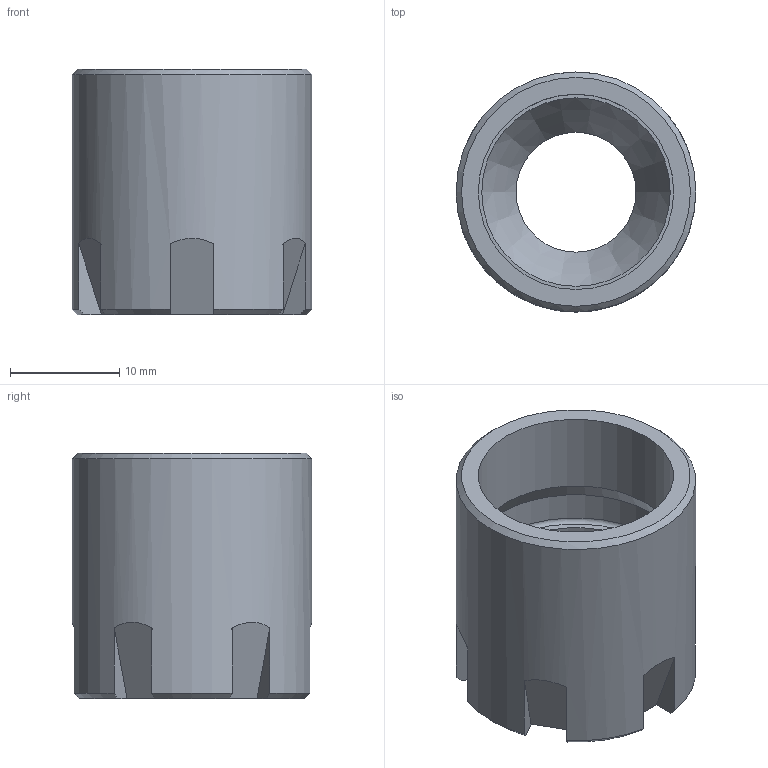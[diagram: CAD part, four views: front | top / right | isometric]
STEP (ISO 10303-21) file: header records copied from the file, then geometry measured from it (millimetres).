
FILE_DESCRIPTION(/* description */ (''),/* implementation_level */ '2;1');
FILE_NAME(/* name */ '351620000.stp',/* time_stamp */ '2022-09-22T15:56:01',/* author */ ('Ratnasingam Jekanthan'),/* organization */ ('REGO-FIX'),/* preprocessor_version */ ' Unknown',/* originating_system */ 'SIEMENS PLM Software Solid Edge ST10',/* authorization */ 'Unknown');
FILE_SCHEMA (('AUTOMOTIVE_DESIGN { 1 0 10303 214 2 1 1}'));
Length unit declared in the file: millimetre
Products named in the file (1): NOCUT
Bounding box: 22 x 22 x 22.5 mm (x, y, z)
Volume: 3647.2 mm3; surface area: 3201.9 mm2
Topology: 1 solids, 1 shells, 37 faces, 97 edges, 63 vertices
Faces by surface type: plane 21, cone 9, cylinder 5, torus 2
Full cylindrical faces by diameter (mm): 11 x1, 17.287 x1, 17.917 x1, 19.3 x1, 22 x1
Entity records: 1377 total; most frequent: DIRECTION 208, CARTESIAN_POINT 185, ORIENTED_EDGE 168, EDGE_CURVE 84, AXIS2_PLACEMENT_3D 83, VERTEX_POINT 60, EDGE_LOOP 50, FACE_BOUND 50
